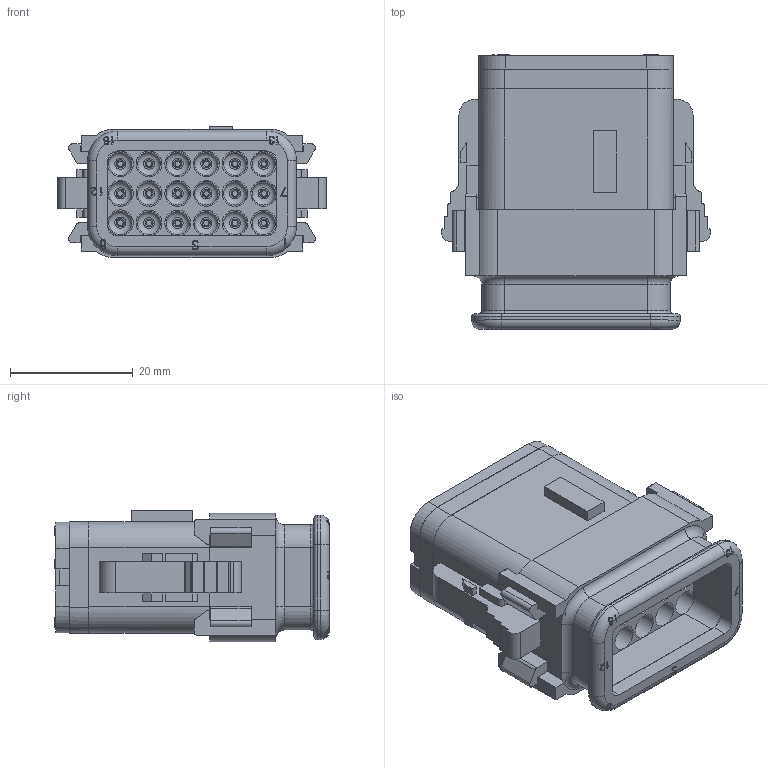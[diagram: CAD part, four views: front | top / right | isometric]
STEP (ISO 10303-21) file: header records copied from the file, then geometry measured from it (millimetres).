
FILE_DESCRIPTION(/* description */ ('STEP AP214'),/* implementation_level */ '2;1');
FILE_NAME(/* name */ 'AT16-18SD-SR02',/* time_stamp */ '2023-01-27T07:48:46+01:00',/* author */ ('License CC BY-ND 4.0'),/* organization */ ('CADENAS'),/* preprocessor_version */ 'ST-DEVELOPER v18.102',/* originating_system */ 'PARTsolutions',/* authorisation */ ' ');
FILE_SCHEMA (('AUTOMOTIVE_DESIGN {1 0 10303 214 3 1 1}'));
Length unit declared in the file: millimetre
Products named in the file (1): AT16-18SD-SR02
Bounding box: 43.8 x 44.8 x 21.44 mm (x, y, z)
Volume: 23169 mm3; surface area: 9001.8 mm2
Topology: 1 solids, 1 shells, 692 faces, 1679 edges, 1085 vertices
Faces by surface type: plane 419, cylinder 200, torus 55, cone 18
Full cylindrical faces by diameter (mm): 0.45 x2, 0.54 x2, 0.9 x18, 1.9 x18, 3.8 x18, 4.2 x18
Entity records: 19560 total; most frequent: CARTESIAN_POINT 3518, DIRECTION 3382, ORIENTED_EDGE 3078, EDGE_CURVE 1539, AXIS2_PLACEMENT_3D 1207, VERTEX_POINT 1075, LINE 968, VECTOR 968
